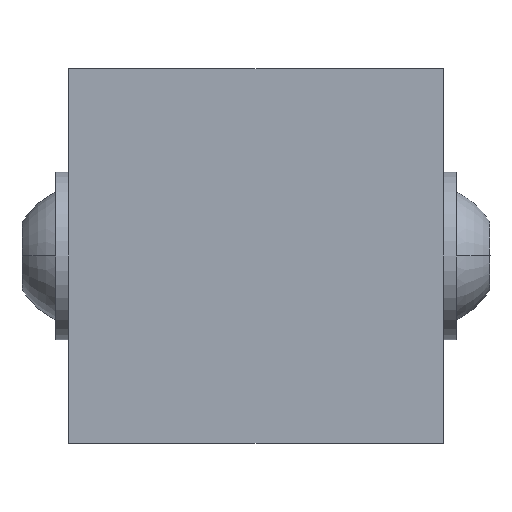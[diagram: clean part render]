
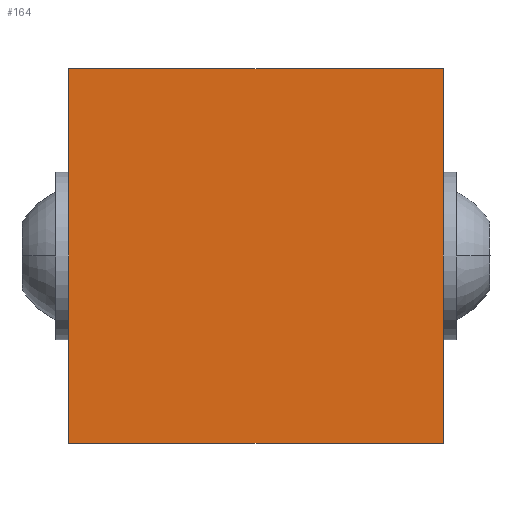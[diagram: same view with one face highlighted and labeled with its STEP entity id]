
A CAD part, front view. The second image highlights one B-rep face of the part: STEP entity #164.
In plain terms, the highlighted planar face has unit normal (0, -1, 0).
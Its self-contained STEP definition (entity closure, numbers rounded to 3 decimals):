
#164=ADVANCED_FACE('',(#405),#406,.F.);
#405=FACE_OUTER_BOUND('',#728,.T.);
#406=PLANE('',#729);
#728=EDGE_LOOP('',(#1166,#1167,#1168,#1169));
#729=AXIS2_PLACEMENT_3D('',#1170,#1171,#1172);
#1166=ORIENTED_EDGE('',*,*,#2000,.T.);
#1167=ORIENTED_EDGE('',*,*,#2001,.T.);
#1168=ORIENTED_EDGE('',*,*,#2002,.T.);
#1169=ORIENTED_EDGE('',*,*,#2003,.T.);
#1170=CARTESIAN_POINT('',(0.0,0.0,0.));
#1171=DIRECTION('',(0.0,1.0,0.));
#1172=DIRECTION('',(0.0,0.,1.0));
#2000=EDGE_CURVE('',#2439,#2440,#2441,.T.);
#2001=EDGE_CURVE('',#2440,#2442,#2443,.T.);
#2002=EDGE_CURVE('',#2442,#2444,#2445,.T.);
#2003=EDGE_CURVE('',#2444,#2439,#2446,.T.);
#2439=VERTEX_POINT('',#3036);
#2440=VERTEX_POINT('',#3037);
#2441=LINE('',#3038,#3039);
#2442=VERTEX_POINT('',#3040);
#2443=LINE('',#3041,#3042);
#2444=VERTEX_POINT('',#3043);
#2445=LINE('',#3044,#3045);
#2446=LINE('',#3046,#3047);
#3036=CARTESIAN_POINT('',(10.05,0.0,10.05));
#3037=CARTESIAN_POINT('',(-10.05,0.0,10.05));
#3038=CARTESIAN_POINT('',(10.05,0.0,10.05));
#3039=VECTOR('',#3676,20.1);
#3040=CARTESIAN_POINT('',(-10.05,0.0,-10.05));
#3041=CARTESIAN_POINT('',(-10.05,0.0,10.05));
#3042=VECTOR('',#3677,20.1);
#3043=CARTESIAN_POINT('',(10.05,0.0,-10.05));
#3044=CARTESIAN_POINT('',(-10.05,0.0,-10.05));
#3045=VECTOR('',#3678,20.1);
#3046=CARTESIAN_POINT('',(10.05,0.0,-10.05));
#3047=VECTOR('',#3679,20.1);
#3676=DIRECTION('',(-1.0,0.0,0.0));
#3677=DIRECTION('',(0.0,0.,-1.0));
#3678=DIRECTION('',(1.0,0.0,0.0));
#3679=DIRECTION('',(0.0,0.,1.0));
